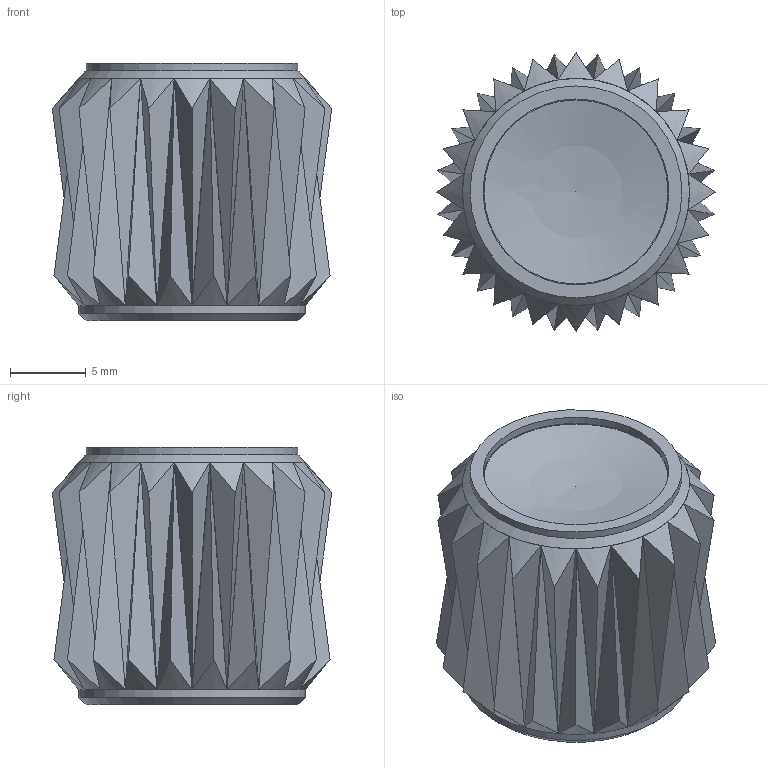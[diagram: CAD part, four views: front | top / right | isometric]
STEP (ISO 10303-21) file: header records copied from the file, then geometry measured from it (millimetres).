
FILE_DESCRIPTION(/* description */ (''),/* implementation_level */ '2;1');
FILE_NAME(/* name */ 'DiamondKnob v9.step',/* time_stamp */ '2022-07-20T15:01:21+02:00',/* author */ (''),/* organization */ (''),/* preprocessor_version */ 'ST-DEVELOPER v19',/* originating_system */ 'Autodesk Translation Framework v11.7.0.108',/* authorisation */ '');
FILE_SCHEMA (('AUTOMOTIVE_DESIGN { 1 0 10303 214 3 1 1 }'));
Length unit declared in the file: millimetre
Products named in the file (1): DiamondKnob
Bounding box: 18.47 x 18.47 x 17 mm (x, y, z)
Volume: 2962.9 mm3; surface area: 3616.4 mm2
Topology: 41 solids, 41 shells, 190 faces, 356 edges, 210 vertices
Faces by surface type: plane 88, cylinder 59, bspline 40, cone 2, sphere 1
Full cylindrical faces by diameter (mm): 12.28 x1, 14 x1, 15 x1
Entity records: 4521 total; most frequent: CARTESIAN_POINT 916, DIRECTION 779, ORIENTED_EDGE 630, EDGE_CURVE 315, AXIS2_PLACEMENT_3D 313, VERTEX_POINT 210, EDGE_LOOP 193, FACE_OUTER_BOUND 190
